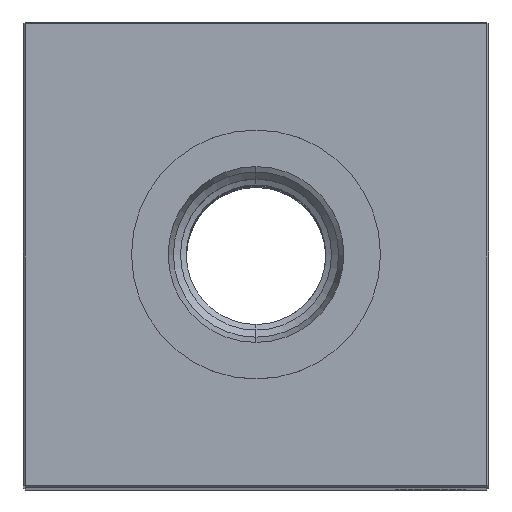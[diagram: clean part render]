
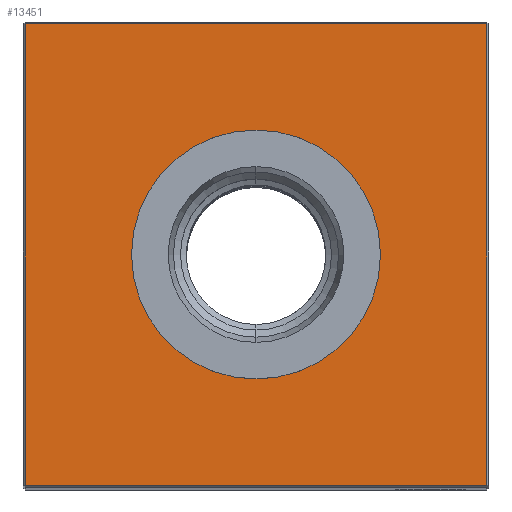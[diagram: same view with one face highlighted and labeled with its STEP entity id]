
A CAD part, top view. The second image highlights one B-rep face of the part: STEP entity #13451.
In plain terms, the highlighted planar face has unit normal (0, 0, 1).
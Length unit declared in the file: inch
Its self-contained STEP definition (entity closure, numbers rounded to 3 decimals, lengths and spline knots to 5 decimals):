
#169 = DIRECTION ( 'NONE',  ( 0., -1., 0. ) ) ;
#280 = ORIENTED_EDGE ( 'NONE', *, *, #20822, .T. ) ;
#345 = VERTEX_POINT ( 'NONE', #13207 ) ;
#446 = LINE ( 'NONE', #26169, #10834 ) ;
#742 = VECTOR ( 'NONE', #15223, 39.37008 ) ;
#1390 = AXIS2_PLACEMENT_3D ( 'NONE', #5437, #14131, #3464 ) ;
#1888 = EDGE_CURVE ( 'NONE', #5208, #26529, #19705, .T. ) ;
#2068 = VERTEX_POINT ( 'NONE', #5123 ) ;
#2294 = PLANE ( 'NONE',  #25385 ) ;
#2573 = CARTESIAN_POINT ( 'NONE',  ( 1.24, 1.24, 9.25 ) ) ;
#3464 = DIRECTION ( 'NONE',  ( -1., 0., 0. ) ) ;
#3619 = DIRECTION ( 'NONE',  ( 0., 1., 0. ) ) ;
#4268 = DIRECTION ( 'NONE',  ( 0., 0., -1. ) ) ;
#5044 = CARTESIAN_POINT ( 'NONE',  ( 0., 0.66929, 9.25 ) ) ;
#5123 = CARTESIAN_POINT ( 'NONE',  ( 0., -0.66929, 9.25 ) ) ;
#5208 = VERTEX_POINT ( 'NONE', #15703 ) ;
#5437 = CARTESIAN_POINT ( 'NONE',  ( 0., 0., 9.25 ) ) ;
#6031 = EDGE_LOOP ( 'NONE', ( #17030, #26058 ) ) ;
#6660 = DIRECTION ( 'NONE',  ( -1., 0., 0. ) ) ;
#7463 = ORIENTED_EDGE ( 'NONE', *, *, #22875, .T. ) ;
#7641 = AXIS2_PLACEMENT_3D ( 'NONE', #18353, #14283, #16115 ) ;
#8330 = FACE_BOUND ( 'NONE', #6031, .T. ) ;
#9884 = VERTEX_POINT ( 'NONE', #2573 ) ;
#10023 = ORIENTED_EDGE ( 'NONE', *, *, #1888, .T. ) ;
#10418 = FACE_OUTER_BOUND ( 'NONE', #24321, .T. ) ;
#10834 = VECTOR ( 'NONE', #169, 39.37008 ) ;
#10845 = CARTESIAN_POINT ( 'NONE',  ( 0., 0., 9.25 ) ) ;
#11140 = CARTESIAN_POINT ( 'NONE',  ( 0., -1.24, 9.25 ) ) ;
#12034 = LINE ( 'NONE', #20599, #25158 ) ;
#13207 = CARTESIAN_POINT ( 'NONE',  ( -1.24, 1.24, 9.25 ) ) ;
#13451 = ADVANCED_FACE ( 'NONE', ( #10418, #8330 ), #2294, .F. ) ;
#14131 = DIRECTION ( 'NONE',  ( 0., 0., -1. ) ) ;
#14283 = DIRECTION ( 'NONE',  ( 0., 0., -1. ) ) ;
#14558 = ORIENTED_EDGE ( 'NONE', *, *, #25846, .T. ) ;
#15223 = DIRECTION ( 'NONE',  ( 1., 0., 0. ) ) ;
#15703 = CARTESIAN_POINT ( 'NONE',  ( -1.24, -1.24, 9.25 ) ) ;
#15746 = CIRCLE ( 'NONE', #1390, 0.66929 ) ;
#16115 = DIRECTION ( 'NONE',  ( -1., 0., 0. ) ) ;
#17030 = ORIENTED_EDGE ( 'NONE', *, *, #22842, .T. ) ;
#18353 = CARTESIAN_POINT ( 'NONE',  ( 0., 0., 9.25 ) ) ;
#19012 = CARTESIAN_POINT ( 'NONE',  ( 0., 1.24, 9.25 ) ) ;
#19132 = DIRECTION ( 'NONE',  ( -1., 0., 0. ) ) ;
#19705 = LINE ( 'NONE', #11140, #742 ) ;
#19885 = CARTESIAN_POINT ( 'NONE',  ( 1.24, -1.24, 9.25 ) ) ;
#20332 = VERTEX_POINT ( 'NONE', #5044 ) ;
#20599 = CARTESIAN_POINT ( 'NONE',  ( 1.24, 0., 9.25 ) ) ;
#20822 = EDGE_CURVE ( 'NONE', #345, #5208, #446, .T. ) ;
#21088 = VECTOR ( 'NONE', #6660, 39.37008 ) ;
#22842 = EDGE_CURVE ( 'NONE', #20332, #2068, #26506, .T. ) ;
#22875 = EDGE_CURVE ( 'NONE', #26529, #9884, #12034, .T. ) ;
#24321 = EDGE_LOOP ( 'NONE', ( #280, #10023, #7463, #14558 ) ) ;
#25158 = VECTOR ( 'NONE', #3619, 39.37008 ) ;
#25385 = AXIS2_PLACEMENT_3D ( 'NONE', #10845, #4268, #19132 ) ;
#25846 = EDGE_CURVE ( 'NONE', #9884, #345, #25929, .T. ) ;
#25929 = LINE ( 'NONE', #19012, #21088 ) ;
#26058 = ORIENTED_EDGE ( 'NONE', *, *, #26586, .T. ) ;
#26169 = CARTESIAN_POINT ( 'NONE',  ( -1.24, 0., 9.25 ) ) ;
#26506 = CIRCLE ( 'NONE', #7641, 0.66929 ) ;
#26529 = VERTEX_POINT ( 'NONE', #19885 ) ;
#26586 = EDGE_CURVE ( 'NONE', #2068, #20332, #15746, .T. ) ;
